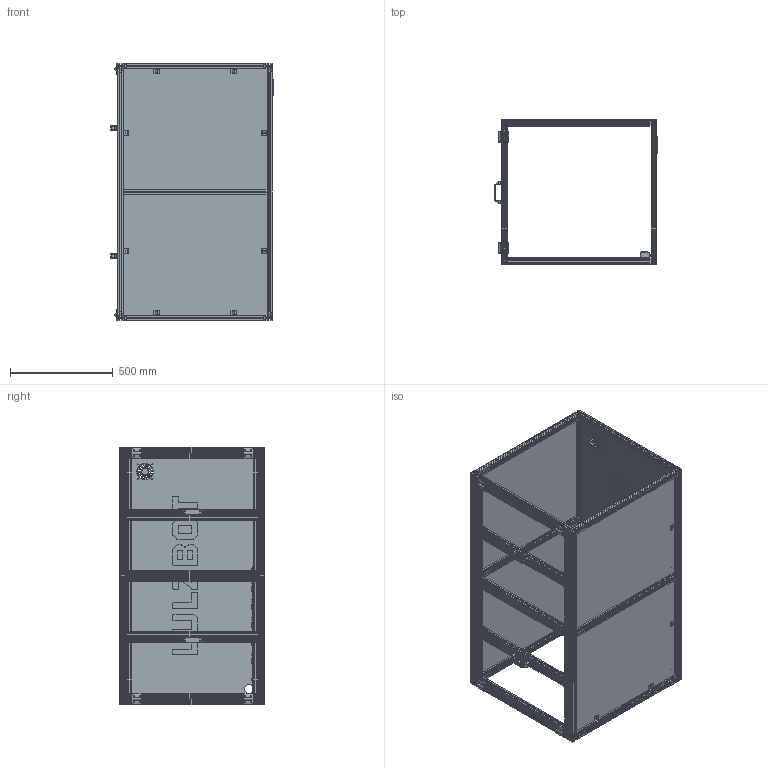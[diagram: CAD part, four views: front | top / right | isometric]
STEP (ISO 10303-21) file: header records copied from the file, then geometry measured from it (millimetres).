
FILE_DESCRIPTION(('FreeCAD Model'),'2;1');
FILE_NAME('enclosure_assem.step','2019-01-29T13:26:13',('Author'),(''), 'Open CASCADE STEP processor 6.9','FreeCAD','Unknown');
FILE_SCHEMA(('AUTOMOTIVE_DESIGN { 1 0 10303 214 1 1 1 1 }'));
Products named in the file (1): muxedAssembly001
Bounding box: 791.96 x 705 x 1250.8 mm (x, y, z)
Surface area: 9953010.2 mm2 (no closed solid volume)
Topology: 0 solids, 77 shells, 2701 faces, 7968 edges, 5246 vertices
Faces by surface type: plane 2057, cylinder 534, extrusion 101, torus 9
Full cylindrical faces by diameter (mm): 4 x8, 5.08 x50, 6.192 x16, 6.259 x1, 6.35 x44, 6.502 x4, 6.528 x24, 12.259 x1, 14.3 x36, 32 x1, 44 x1, 76 x1, 80 x1
Entity records: 296922 total; most frequent: CARTESIAN_POINT 122420, DIRECTION 27693, VECTOR 18235, LINE 18134, ORIENTED_EDGE 15936, PCURVE 15936, DEFINITIONAL_REPRESENTATION 15936, EDGE_CURVE 7968
